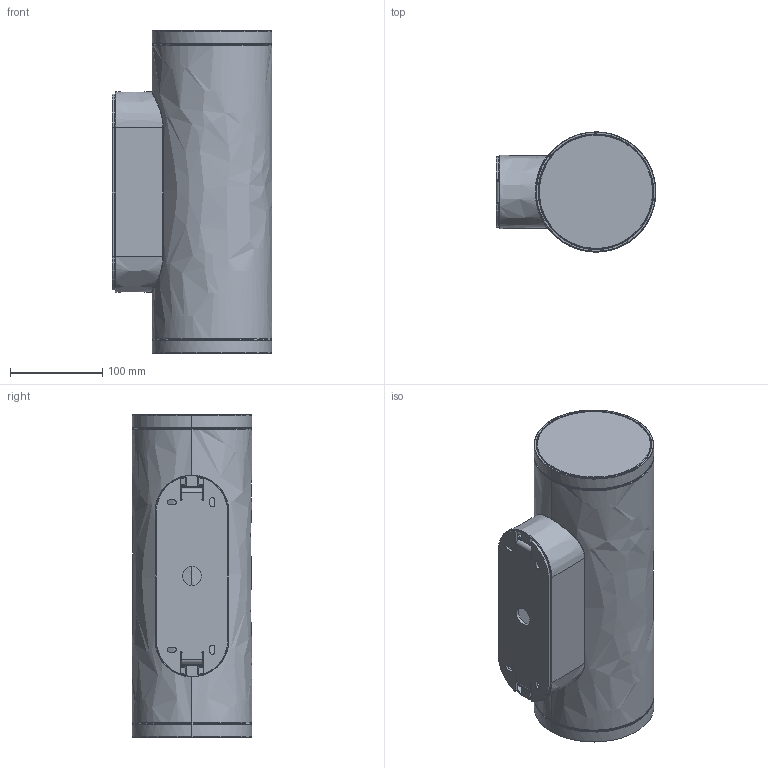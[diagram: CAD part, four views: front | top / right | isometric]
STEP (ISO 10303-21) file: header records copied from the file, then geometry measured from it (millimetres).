
FILE_DESCRIPTION(/* description */ (''),/* implementation_level */ '2;1');
FILE_NAME(/* name */ 'T419500_CALUMET 13 PARETE BI',/* time_stamp */ '2018-01-26T15:14:24+01:00',/* author */ (''),/* organization */ (''),/* preprocessor_version */ 'ST-DEVELOPER v15',/* originating_system */ '',/* authorisation */ '');
FILE_SCHEMA (('CONFIG_CONTROL_DESIGN'));
Length unit declared in the file: millimetre
Products named in the file (1): Document
Bounding box: 173.4 x 129.99 x 350.2 mm (x, y, z)
Volume: 47316.2 mm3; surface area: 268417.2 mm2
Topology: 2 solids, 8 shells, 228 faces, 594 edges, 367 vertices
Faces by surface type: bspline 165, plane 63
Entity records: 10506 total; most frequent: CARTESIAN_POINT 7183, ORIENTED_EDGE 1070, EDGE_CURVE 582, VERTEX_POINT 367, B_SPLINE_CURVE_WITH_KNOTS 278, EDGE_LOOP 248, ADVANCED_FACE 228, FACE_OUTER_BOUND 228
